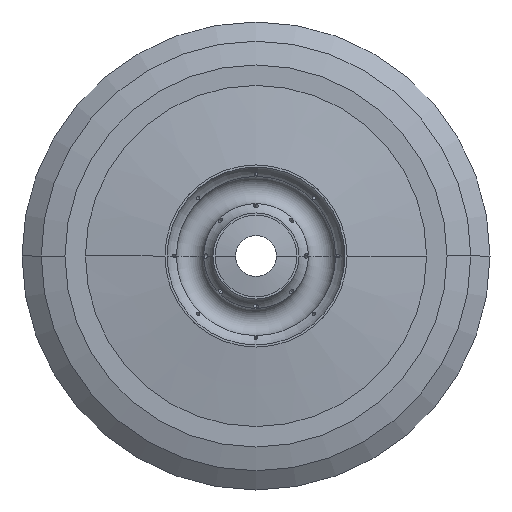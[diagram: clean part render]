
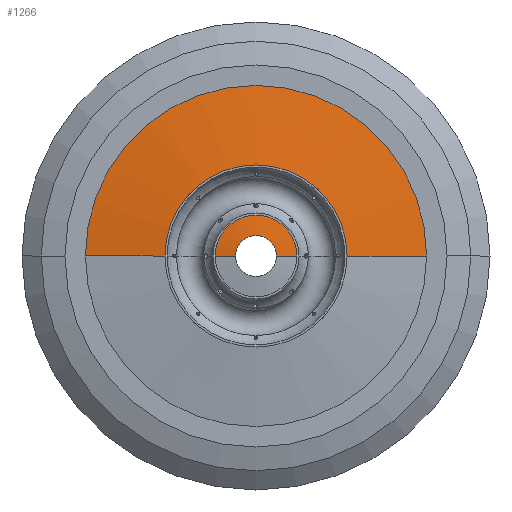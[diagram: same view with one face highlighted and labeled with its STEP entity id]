
A CAD part, front view. The second image highlights one B-rep face of the part: STEP entity #1266.
In plain terms, the highlighted conical face has half-angle 81.993 degrees and reference radius 86.799 mm.
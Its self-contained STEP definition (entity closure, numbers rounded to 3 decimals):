
#484 = CARTESIAN_POINT ( 'NONE',  ( -86.799, 21.412, 0. ) ) ;
#517 = AXIS2_PLACEMENT_3D ( 'NONE', #1515, #617, #4866 ) ;
#617 = DIRECTION ( 'NONE',  ( 0., -1., 0. ) ) ;
#765 = CARTESIAN_POINT ( 'NONE',  ( 86.799, 21.412, 0. ) ) ;
#831 = DIRECTION ( 'NONE',  ( -0.99, 0.139, 0. ) ) ;
#1224 = CIRCLE ( 'NONE', #517, 86.799 ) ;
#1241 = DIRECTION ( 'NONE',  ( 0.99, 0.139, 0. ) ) ;
#1266 = ADVANCED_FACE ( 'NONE', ( #5823 ), #3555, .T. ) ;
#1515 = CARTESIAN_POINT ( 'NONE',  ( 0., 21.412, 0. ) ) ;
#1543 = ORIENTED_EDGE ( 'NONE', *, *, #6085, .F. ) ;
#1606 = VERTEX_POINT ( 'NONE', #2562 ) ;
#1742 = DIRECTION ( 'NONE',  ( 0., 1., 0. ) ) ;
#1835 = DIRECTION ( 'NONE',  ( 1., 0., 0. ) ) ;
#1860 = ORIENTED_EDGE ( 'NONE', *, *, #6005, .T. ) ;
#2180 = LINE ( 'NONE', #3636, #3347 ) ;
#2210 = DIRECTION ( 'NONE',  ( -1., 0., 0. ) ) ;
#2562 = CARTESIAN_POINT ( 'NONE',  ( 9.525, 10.543, 0. ) ) ;
#2715 = CARTESIAN_POINT ( 'NONE',  ( 0., 21.412, 0. ) ) ;
#3217 = CARTESIAN_POINT ( 'NONE',  ( 0., 10.543, 0. ) ) ;
#3347 = VECTOR ( 'NONE', #1241, 1000. ) ;
#3387 = EDGE_CURVE ( 'NONE', #1606, #6039, #2180, .T. ) ;
#3502 = ORIENTED_EDGE ( 'NONE', *, *, #3387, .T. ) ;
#3555 = CONICAL_SURFACE ( 'NONE', #5178, 86.799, 1.431 ) ;
#3636 = CARTESIAN_POINT ( 'NONE',  ( 86.799, 21.412, 0. ) ) ;
#3844 = CARTESIAN_POINT ( 'NONE',  ( -86.799, 21.412, 0. ) ) ;
#4036 = EDGE_LOOP ( 'NONE', ( #4710, #3502, #1860, #1543 ) ) ;
#4197 = EDGE_CURVE ( 'NONE', #1606, #5425, #5624, .T. ) ;
#4674 = VERTEX_POINT ( 'NONE', #3844 ) ;
#4710 = ORIENTED_EDGE ( 'NONE', *, *, #4197, .F. ) ;
#4718 = CARTESIAN_POINT ( 'NONE',  ( -9.525, 10.543, 0. ) ) ;
#4755 = LINE ( 'NONE', #484, #5758 ) ;
#4866 = DIRECTION ( 'NONE',  ( 1., 0., 0. ) ) ;
#5178 = AXIS2_PLACEMENT_3D ( 'NONE', #2715, #1742, #2210 ) ;
#5425 = VERTEX_POINT ( 'NONE', #4718 ) ;
#5624 = CIRCLE ( 'NONE', #5729, 9.525 ) ;
#5719 = DIRECTION ( 'NONE',  ( 0., -1., 0. ) ) ;
#5729 = AXIS2_PLACEMENT_3D ( 'NONE', #3217, #5719, #1835 ) ;
#5758 = VECTOR ( 'NONE', #831, 1000. ) ;
#5823 = FACE_OUTER_BOUND ( 'NONE', #4036, .T. ) ;
#6005 = EDGE_CURVE ( 'NONE', #6039, #4674, #1224, .T. ) ;
#6039 = VERTEX_POINT ( 'NONE', #765 ) ;
#6085 = EDGE_CURVE ( 'NONE', #5425, #4674, #4755, .T. ) ;
